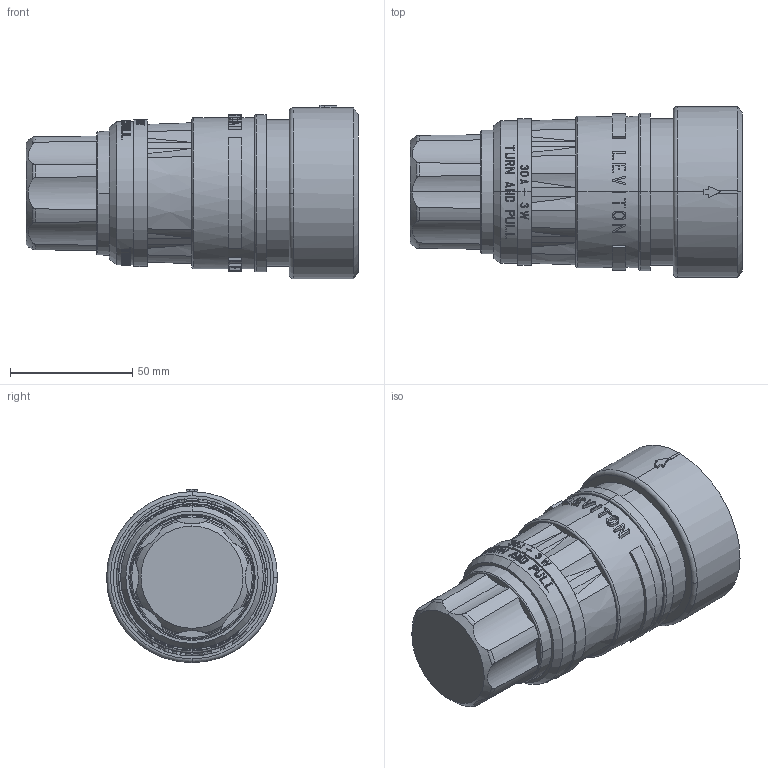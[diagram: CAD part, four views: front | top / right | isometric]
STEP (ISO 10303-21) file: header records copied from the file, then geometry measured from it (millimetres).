
FILE_DESCRIPTION (( 'STEP AP214' ), '1' );
FILE_NAME ('CATSTD-29W48-00X-M01.STEP', '2022-06-10T17:13:19', ( '' ), ( '' ), 'SwSTEP 2.0', 'SolidWorks 2020', '' );
FILE_SCHEMA (( 'AUTOMOTIVE_DESIGN' ));
Length unit declared in the file: millimetre
Products named in the file (1): CATSTD-29W48-00X-M01
Bounding box: 135.74 x 69.85 x 70.87 mm (x, y, z)
Volume: 321009.6 mm3; surface area: 40465.9 mm2
Topology: 1 solids, 1 shells, 1069 faces, 2844 edges, 1883 vertices
Faces by surface type: plane 699, cylinder 310, cone 32, torus 22, bspline 6
Full cylindrical faces by diameter (mm): 5.791 x1, 5.828 x1, 5.834 x1
Entity records: 38389 total; most frequent: CARTESIAN_POINT 10838, ORIENTED_EDGE 5678, DIRECTION 5258, EDGE_CURVE 2839, VERTEX_POINT 1881, AXIS2_PLACEMENT_3D 1764, LINE 1730, VECTOR 1730
